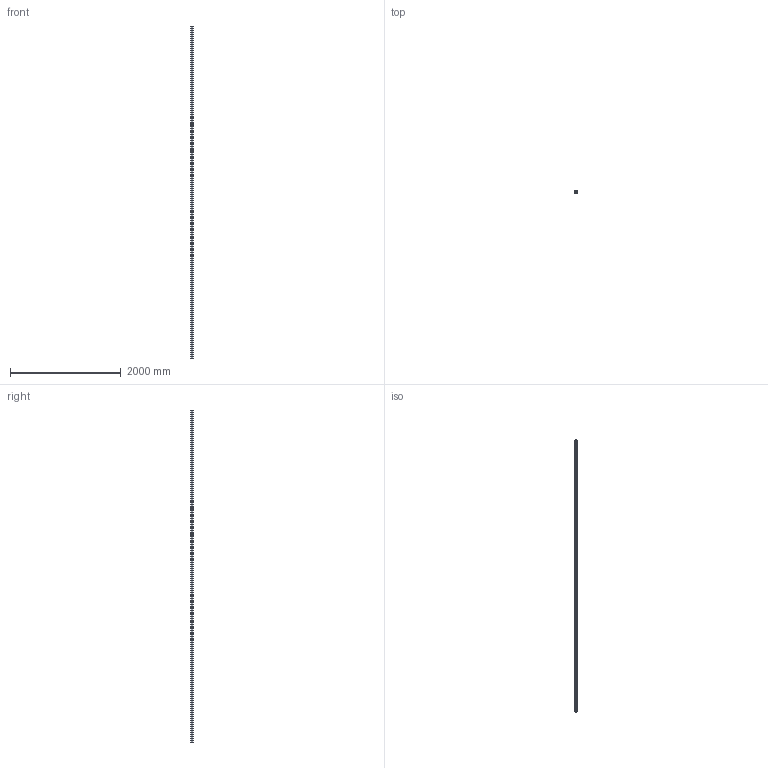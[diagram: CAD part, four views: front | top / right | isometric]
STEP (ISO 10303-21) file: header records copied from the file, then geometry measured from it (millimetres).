
FILE_DESCRIPTION (( 'STEP AP203' ), '1' );
FILE_NAME ('C02-1.STEP', '2018-04-02T17:10:22', ( 'User2' ), ( '' ), 'SwSTEP 2.0', 'SolidWorks 2007', '' );
FILE_SCHEMA (( 'CONFIG_CONTROL_DESIGN' ));
Length unit declared in the file: millimetre
Products named in the file (1): C02-1
Bounding box: 40 x 40 x 6000 mm (x, y, z)
Volume: 3620910.5 mm3; surface area: 3229064.5 mm2
Topology: 1 solids, 1 shells, 375 faces, 1119 edges, 746 vertices
Faces by surface type: cylinder 233, plane 142
Entity records: 12896 total; most frequent: DIRECTION 2337, CARTESIAN_POINT 2241, ORIENTED_EDGE 2238, EDGE_CURVE 1119, AXIS2_PLACEMENT_3D 842, VERTEX_POINT 746, LINE 653, VECTOR 653
